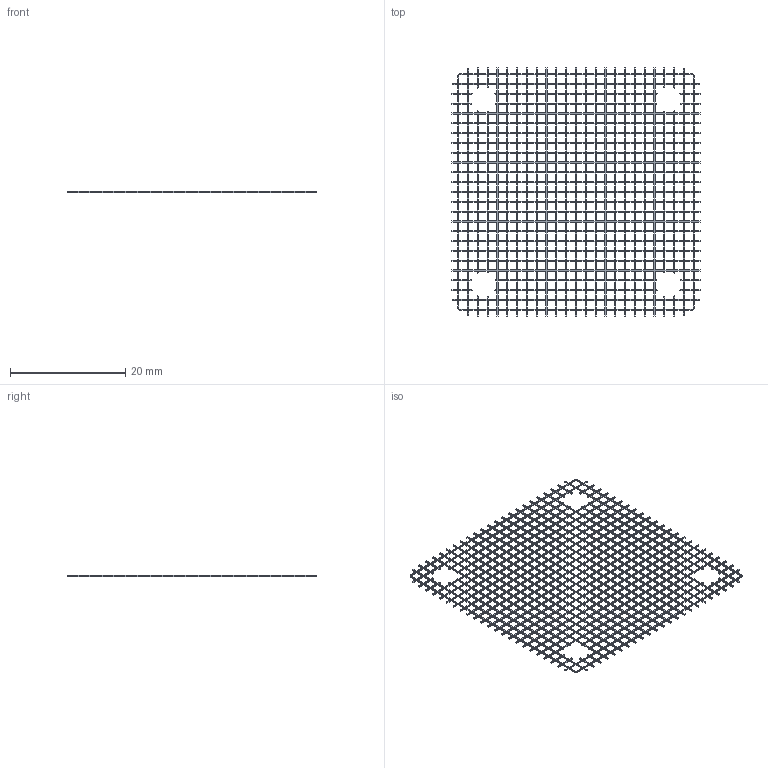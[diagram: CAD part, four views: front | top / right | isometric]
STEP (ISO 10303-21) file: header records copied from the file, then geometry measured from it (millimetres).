
FILE_DESCRIPTION((''),'2;1');
FILE_NAME('ISG-40-SF.stp','2013-09-19T12:42:29',(''),(''),'Mechanical Desktop.R8.0.24.0','Mechanical Desktop.R8.0.24.0',', , ');
FILE_SCHEMA(('CONFIG_CONTROL_DESIGN'));
Length unit declared in the file: millimetre
Products named in the file (2): ISG-40-SFA; ISG-40-SF
Assembly tree (1 placements, depth 2):
  ISG-40-SFA
    ISG-40-SF
Bounding box: 43 x 43 x 0.2 mm (x, y, z)
Volume: 78 mm3; surface area: 1517.9 mm2
Topology: 1 solids, 1 shells, 2682 faces, 8040 edges, 5360 vertices
Faces by surface type: plane 2638, cylinder 44
Entity records: 90837 total; most frequent: CARTESIAN_POINT 16084, ORIENTED_EDGE 16080, DIRECTION 13496, EDGE_CURVE 8040, VECTOR 7952, LINE 7952, VERTEX_POINT 5360, EDGE_LOOP 3770
